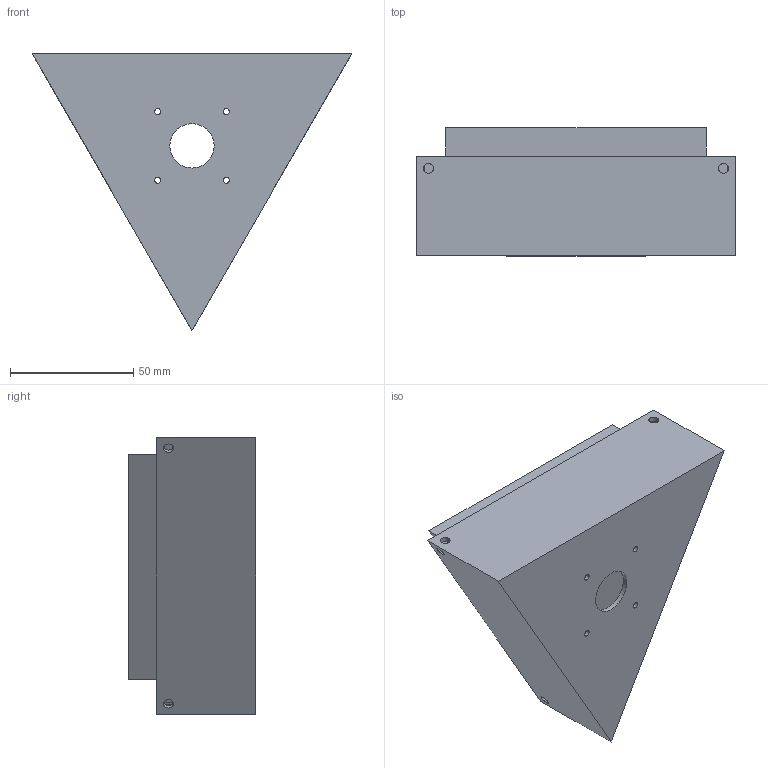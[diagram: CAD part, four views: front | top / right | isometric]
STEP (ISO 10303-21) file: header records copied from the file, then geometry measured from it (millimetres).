
FILE_DESCRIPTION(/* description */ (''),/* implementation_level */ '2;1');
FILE_NAME(/* name */ 'Triangle Camera Holder v7.step',/* time_stamp */ '2018-03-26T19:32:13-04:00',/* author */ ('garg46'),/* organization */ (''),/* preprocessor_version */ 'ST-DEVELOPER v16.13',/* originating_system */ 'Autodesk Translation Framework v6.5.0.72',/* authorisation */ '');
FILE_SCHEMA (('AUTOMOTIVE_DESIGN { 1 0 10303 214 3 1 1 }'));
Length unit declared in the file: millimetre
Products named in the file (1): Triangle Camera Holder
Bounding box: 129.9 x 52 x 112.5 mm (x, y, z)
Volume: 82913 mm3; surface area: 79177.7 mm2
Topology: 1 solids, 1 shells, 57 faces, 144 edges, 91 vertices
Faces by surface type: plane 46, cylinder 11
Full cylindrical faces by diameter (mm): 2.45 x4, 4 x6, 18 x1
Entity records: 1754 total; most frequent: CARTESIAN_POINT 293, DIRECTION 291, ORIENTED_EDGE 288, EDGE_CURVE 144, LINE 113, VECTOR 113, VERTEX_POINT 91, AXIS2_PLACEMENT_3D 89
